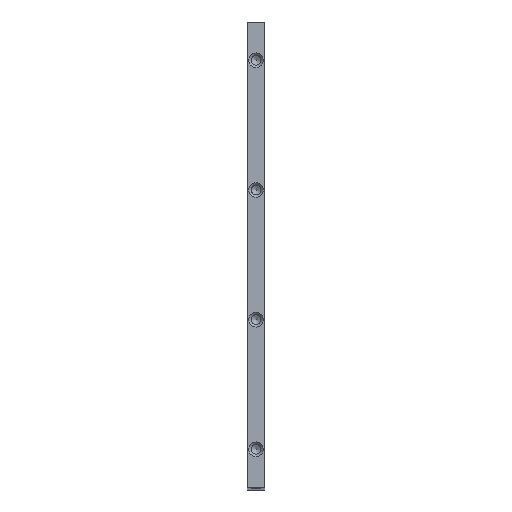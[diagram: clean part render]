
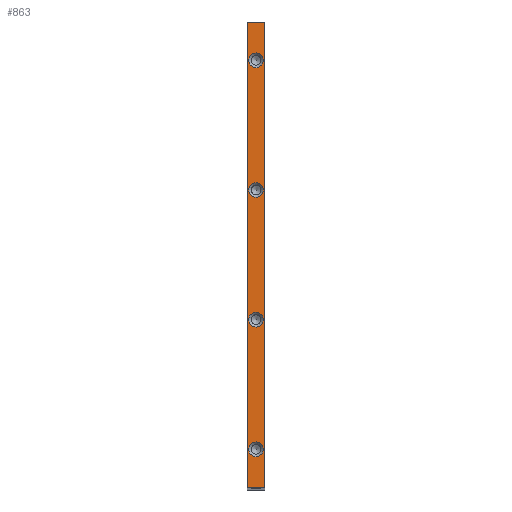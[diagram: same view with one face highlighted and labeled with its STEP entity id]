
A CAD part, top view. The second image highlights one B-rep face of the part: STEP entity #863.
In plain terms, the highlighted planar face has unit normal (0, 0, 1).
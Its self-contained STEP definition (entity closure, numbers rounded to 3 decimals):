
#863=ADVANCED_FACE('',(#2243,#2245,#2247,#2249,#2251),#2253,.F.);
#2243=FACE_BOUND('',#2244,.T.);
#2244=EDGE_LOOP('',(#2977,#2978,#2979,#2980));
#2245=FACE_BOUND('',#2246,.T.);
#2246=EDGE_LOOP('',(#2981));
#2247=FACE_BOUND('',#2248,.T.);
#2248=EDGE_LOOP('',(#2982));
#2249=FACE_BOUND('',#2250,.T.);
#2250=EDGE_LOOP('',(#2983));
#2251=FACE_BOUND('',#2252,.T.);
#2252=EDGE_LOOP('',(#2984));
#2253=PLANE('',#2254);
#2254=AXIS2_PLACEMENT_3D('',#2255,#2256,#2257);
#2255=CARTESIAN_POINT('',(0.,158.,455.));
#2256=DIRECTION('',(0.,0.,-1.));
#2257=DIRECTION('',(-1.,0.,0.));
#2977=ORIENTED_EDGE('',*,*,#3377,.T.);
#2978=ORIENTED_EDGE('',*,*,#3432,.T.);
#2979=ORIENTED_EDGE('',*,*,#3321,.T.);
#2980=ORIENTED_EDGE('',*,*,#3434,.T.);
#2981=ORIENTED_EDGE('',*,*,#3307,.F.);
#2982=ORIENTED_EDGE('',*,*,#3310,.F.);
#2983=ORIENTED_EDGE('',*,*,#3313,.F.);
#2984=ORIENTED_EDGE('',*,*,#3316,.F.);
#3307=EDGE_CURVE('',#3695,#3695,#3696,.T.);
#3310=EDGE_CURVE('',#3701,#3701,#3702,.T.);
#3313=EDGE_CURVE('',#3707,#3707,#3708,.T.);
#3316=EDGE_CURVE('',#3713,#3713,#3714,.T.);
#3321=EDGE_CURVE('',#3724,#3722,#3725,.T.);
#3377=EDGE_CURVE('',#3832,#3830,#3833,.T.);
#3432=EDGE_CURVE('',#3830,#3724,#3936,.T.);
#3434=EDGE_CURVE('',#3722,#3832,#3938,.T.);
#3695=VERTEX_POINT('',#7943);
#3696=CIRCLE('',#7944,2.5);
#3701=VERTEX_POINT('',#8160);
#3702=CIRCLE('',#8161,2.5);
#3707=VERTEX_POINT('',#8377);
#3708=CIRCLE('',#8378,2.5);
#3713=VERTEX_POINT('',#8594);
#3714=CIRCLE('',#8595,2.5);
#3722=VERTEX_POINT('',#8816);
#3724=VERTEX_POINT('',#8820);
#3725=LINE('',#8821,#8822);
#3830=VERTEX_POINT('',#9060);
#3832=VERTEX_POINT('',#9064);
#3833=LINE('',#9065,#9066);
#3936=LINE('',#9302,#9303);
#3938=LINE('',#9308,#9309);
#7943=CARTESIAN_POINT('',(5.5,145.,455.));
#7944=AXIS2_PLACEMENT_3D('',#7945,#7946,#7947);
#7945=CARTESIAN_POINT('',(3.,145.,455.));
#7946=DIRECTION('',(0.,0.,1.));
#7947=DIRECTION('',(-1.,0.,0.));
#8160=CARTESIAN_POINT('',(5.5,101.,455.));
#8161=AXIS2_PLACEMENT_3D('',#8162,#8163,#8164);
#8162=CARTESIAN_POINT('',(3.,101.,455.));
#8163=DIRECTION('',(0.,0.,1.));
#8164=DIRECTION('',(-1.,0.,0.));
#8377=CARTESIAN_POINT('',(5.5,57.,455.));
#8378=AXIS2_PLACEMENT_3D('',#8379,#8380,#8381);
#8379=CARTESIAN_POINT('',(3.,57.,455.));
#8380=DIRECTION('',(0.,0.,1.));
#8381=DIRECTION('',(-1.,0.,0.));
#8594=CARTESIAN_POINT('',(5.5,13.,455.));
#8595=AXIS2_PLACEMENT_3D('',#8596,#8597,#8598);
#8596=CARTESIAN_POINT('',(3.,13.,455.));
#8597=DIRECTION('',(0.,0.,1.));
#8598=DIRECTION('',(-1.,0.,0.));
#8816=CARTESIAN_POINT('',(6.,158.,455.));
#8820=CARTESIAN_POINT('',(6.,0.,455.));
#8821=CARTESIAN_POINT('',(6.,0.,455.));
#8822=VECTOR('',#8823,1.);
#8823=DIRECTION('',(0.,1.,0.));
#9060=CARTESIAN_POINT('',(0.,0.,455.));
#9064=CARTESIAN_POINT('',(0.,158.,455.));
#9065=CARTESIAN_POINT('',(0.,158.,455.));
#9066=VECTOR('',#9067,1.);
#9067=DIRECTION('',(0.,-1.,0.));
#9302=CARTESIAN_POINT('',(0.,0.,455.));
#9303=VECTOR('',#9304,1.);
#9304=DIRECTION('',(1.,0.,0.));
#9308=CARTESIAN_POINT('',(6.,158.,455.));
#9309=VECTOR('',#9310,1.);
#9310=DIRECTION('',(-1.,0.,0.));
